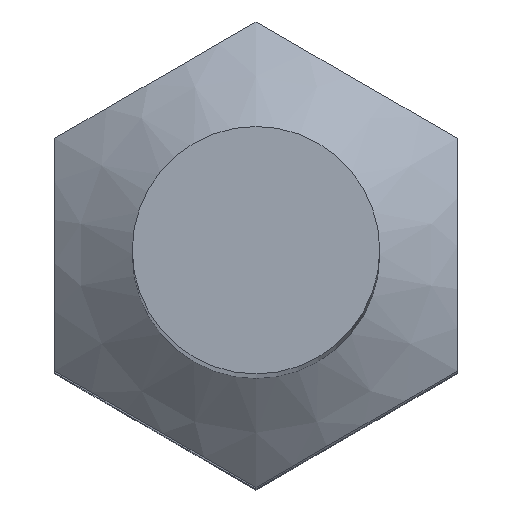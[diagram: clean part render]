
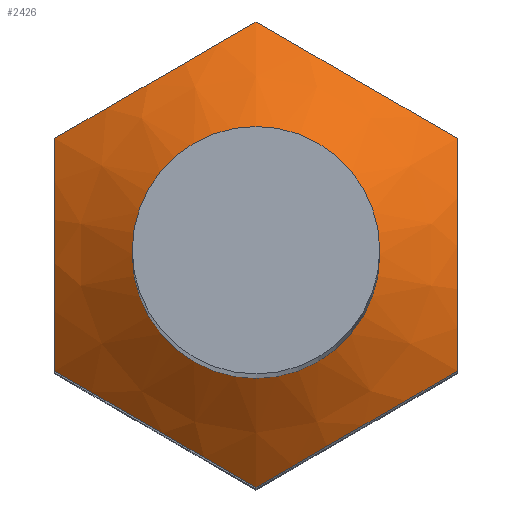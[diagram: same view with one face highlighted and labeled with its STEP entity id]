
A CAD part, top view. The second image highlights one B-rep face of the part: STEP entity #2426.
In plain terms, the highlighted conical face has half-angle 53.507 degrees and reference radius 2.808 mm.
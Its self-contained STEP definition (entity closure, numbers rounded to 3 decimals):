
#27=(
BOUNDED_CURVE()
B_SPLINE_CURVE(2,(#4733,#4734,#4735),.UNSPECIFIED.,.F.,.F.)
B_SPLINE_CURVE_WITH_KNOTS((3,3),(0.,0.374),.UNSPECIFIED.)
CURVE()
GEOMETRIC_REPRESENTATION_ITEM()
RATIONAL_B_SPLINE_CURVE((1.,1.155,1.))
REPRESENTATION_ITEM('')
);
#28=(
BOUNDED_CURVE()
B_SPLINE_CURVE(2,(#4737,#4738,#4739),.UNSPECIFIED.,.F.,.F.)
B_SPLINE_CURVE_WITH_KNOTS((3,3),(0.,0.374),.UNSPECIFIED.)
CURVE()
GEOMETRIC_REPRESENTATION_ITEM()
RATIONAL_B_SPLINE_CURVE((1.,1.155,1.))
REPRESENTATION_ITEM('')
);
#29=(
BOUNDED_CURVE()
B_SPLINE_CURVE(2,(#4741,#4742,#4743),.UNSPECIFIED.,.F.,.F.)
B_SPLINE_CURVE_WITH_KNOTS((3,3),(0.,0.374),.UNSPECIFIED.)
CURVE()
GEOMETRIC_REPRESENTATION_ITEM()
RATIONAL_B_SPLINE_CURVE((1.,1.155,1.))
REPRESENTATION_ITEM('')
);
#30=(
BOUNDED_CURVE()
B_SPLINE_CURVE(2,(#4745,#4746,#4747),.UNSPECIFIED.,.F.,.F.)
B_SPLINE_CURVE_WITH_KNOTS((3,3),(0.,0.374),.UNSPECIFIED.)
CURVE()
GEOMETRIC_REPRESENTATION_ITEM()
RATIONAL_B_SPLINE_CURVE((1.,1.155,1.))
REPRESENTATION_ITEM('')
);
#31=(
BOUNDED_CURVE()
B_SPLINE_CURVE(2,(#4749,#4750,#4751),.UNSPECIFIED.,.F.,.F.)
B_SPLINE_CURVE_WITH_KNOTS((3,3),(0.,0.374),.UNSPECIFIED.)
CURVE()
GEOMETRIC_REPRESENTATION_ITEM()
RATIONAL_B_SPLINE_CURVE((1.,1.155,1.))
REPRESENTATION_ITEM('')
);
#32=(
BOUNDED_CURVE()
B_SPLINE_CURVE(2,(#4752,#4753,#4754),.UNSPECIFIED.,.F.,.F.)
B_SPLINE_CURVE_WITH_KNOTS((3,3),(0.,0.374),.UNSPECIFIED.)
CURVE()
GEOMETRIC_REPRESENTATION_ITEM()
RATIONAL_B_SPLINE_CURVE((1.,1.155,1.))
REPRESENTATION_ITEM('')
);
#35=CONICAL_SURFACE('',#2503,2.808,0.934);
#37=CIRCLE('',#2498,1.949);
#38=CIRCLE('',#2499,1.949);
#227=FACE_OUTER_BOUND('',#357,.T.);
#357=EDGE_LOOP('',(#2076,#2077,#2078,#2079,#2080,#2081,#2082,#2083,#2084,
#2085));
#712=LINE('',#4731,#906);
#906=VECTOR('',#2798,2.808);
#1134=VERTEX_POINT('',#4695);
#1135=VERTEX_POINT('',#4697);
#1143=VERTEX_POINT('',#4730);
#1144=VERTEX_POINT('',#4732);
#1145=VERTEX_POINT('',#4736);
#1146=VERTEX_POINT('',#4740);
#1147=VERTEX_POINT('',#4744);
#1148=VERTEX_POINT('',#4748);
#1484=EDGE_CURVE('',#1134,#1135,#37,.T.);
#1485=EDGE_CURVE('',#1135,#1134,#38,.T.);
#1494=EDGE_CURVE('',#1135,#1143,#712,.T.);
#1495=EDGE_CURVE('',#1144,#1143,#27,.T.);
#1496=EDGE_CURVE('',#1145,#1144,#28,.T.);
#1497=EDGE_CURVE('',#1146,#1145,#29,.T.);
#1498=EDGE_CURVE('',#1147,#1146,#30,.T.);
#1499=EDGE_CURVE('',#1148,#1147,#31,.T.);
#1500=EDGE_CURVE('',#1143,#1148,#32,.T.);
#2076=ORIENTED_EDGE('',*,*,#1484,.F.);
#2077=ORIENTED_EDGE('',*,*,#1485,.F.);
#2078=ORIENTED_EDGE('',*,*,#1494,.T.);
#2079=ORIENTED_EDGE('',*,*,#1495,.F.);
#2080=ORIENTED_EDGE('',*,*,#1496,.F.);
#2081=ORIENTED_EDGE('',*,*,#1497,.F.);
#2082=ORIENTED_EDGE('',*,*,#1498,.F.);
#2083=ORIENTED_EDGE('',*,*,#1499,.F.);
#2084=ORIENTED_EDGE('',*,*,#1500,.F.);
#2085=ORIENTED_EDGE('',*,*,#1494,.F.);
#2426=ADVANCED_FACE('',(#227),#35,.T.);
#2498=AXIS2_PLACEMENT_3D('',#4698,#2785,#2786);
#2499=AXIS2_PLACEMENT_3D('',#4699,#2787,#2788);
#2503=AXIS2_PLACEMENT_3D('',#4729,#2796,#2797);
#2785=DIRECTION('center_axis',(0.,0.,1.));
#2786=DIRECTION('ref_axis',(0.,1.,0.));
#2787=DIRECTION('center_axis',(0.,0.,1.));
#2788=DIRECTION('ref_axis',(0.,1.,0.));
#2796=DIRECTION('center_axis',(0.,0.,-1.));
#2797=DIRECTION('ref_axis',(0.,1.,0.));
#2798=DIRECTION('',(0.,-0.804,-0.595));
#4695=CARTESIAN_POINT('',(1.949,0.,25.781));
#4697=CARTESIAN_POINT('',(0.,-1.949,25.781));
#4698=CARTESIAN_POINT('Origin',(0.,0.,25.781));
#4699=CARTESIAN_POINT('Origin',(0.,0.,25.781));
#4729=CARTESIAN_POINT('Origin',(0.,0.,25.146));
#4730=CARTESIAN_POINT('',(0.,-3.666,24.511));
#4731=CARTESIAN_POINT('',(0.,-2.808,25.146));
#4732=CARTESIAN_POINT('',(3.175,-1.833,24.511));
#4733=CARTESIAN_POINT('Ctrl Pts',(3.175,-1.833,24.511));
#4734=CARTESIAN_POINT('Ctrl Pts',(1.588,-2.75,25.189));
#4735=CARTESIAN_POINT('Ctrl Pts',(0.,-3.666,
24.511));
#4736=CARTESIAN_POINT('',(3.175,1.833,24.511));
#4737=CARTESIAN_POINT('Ctrl Pts',(3.175,1.833,24.511));
#4738=CARTESIAN_POINT('Ctrl Pts',(3.175,0.,25.189));
#4739=CARTESIAN_POINT('Ctrl Pts',(3.175,-1.833,24.511));
#4740=CARTESIAN_POINT('',(0.,3.666,24.511));
#4741=CARTESIAN_POINT('Ctrl Pts',(0.,3.666,
24.511));
#4742=CARTESIAN_POINT('Ctrl Pts',(1.588,2.75,25.189));
#4743=CARTESIAN_POINT('Ctrl Pts',(3.175,1.833,24.511));
#4744=CARTESIAN_POINT('',(-3.175,1.833,24.511));
#4745=CARTESIAN_POINT('Ctrl Pts',(-3.175,1.833,24.511));
#4746=CARTESIAN_POINT('Ctrl Pts',(-1.588,2.75,25.189));
#4747=CARTESIAN_POINT('Ctrl Pts',(0.,3.666,
24.511));
#4748=CARTESIAN_POINT('',(-3.175,-1.833,24.511));
#4749=CARTESIAN_POINT('Ctrl Pts',(-3.175,-1.833,24.511));
#4750=CARTESIAN_POINT('Ctrl Pts',(-3.175,0.,25.189));
#4751=CARTESIAN_POINT('Ctrl Pts',(-3.175,1.833,24.511));
#4752=CARTESIAN_POINT('Ctrl Pts',(0.,-3.666,
24.511));
#4753=CARTESIAN_POINT('Ctrl Pts',(-1.588,-2.75,25.189));
#4754=CARTESIAN_POINT('Ctrl Pts',(-3.175,-1.833,24.511));
